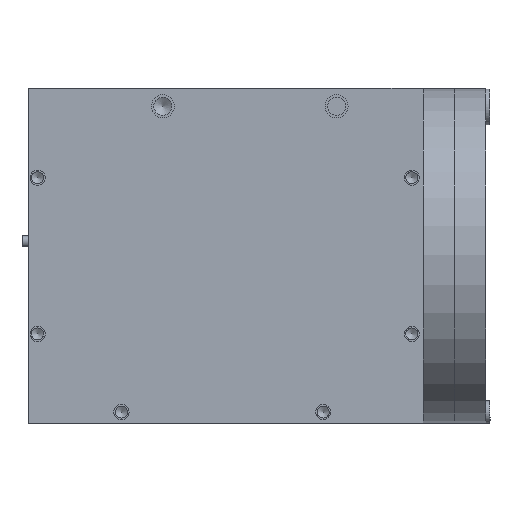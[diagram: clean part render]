
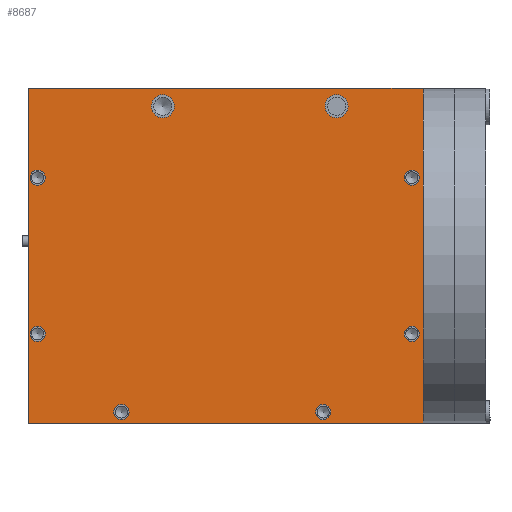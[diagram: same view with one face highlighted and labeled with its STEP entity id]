
A CAD part, top view. The second image highlights one B-rep face of the part: STEP entity #8687.
In plain terms, the highlighted planar face has unit normal (0, 0, 1).
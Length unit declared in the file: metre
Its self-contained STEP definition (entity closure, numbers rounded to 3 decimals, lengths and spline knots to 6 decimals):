
#677=CIRCLE('',#9631,0.002153);
#679=CIRCLE('',#9634,0.002153);
#681=CIRCLE('',#9638,0.002153);
#683=CIRCLE('',#9641,0.002153);
#685=CIRCLE('',#9644,0.002153);
#687=CIRCLE('',#9647,0.002153);
#689=CIRCLE('',#9650,0.003264);
#691=CIRCLE('',#9653,0.003264);
#858=FACE_BOUND('',#1897,.T.);
#859=FACE_BOUND('',#1898,.T.);
#860=FACE_BOUND('',#1899,.T.);
#861=FACE_BOUND('',#1900,.T.);
#862=FACE_BOUND('',#1901,.T.);
#863=FACE_BOUND('',#1902,.T.);
#864=FACE_BOUND('',#1903,.T.);
#865=FACE_BOUND('',#1904,.T.);
#1294=FACE_OUTER_BOUND('',#1896,.T.);
#1896=EDGE_LOOP('',(#7455,#7456,#7457,#7458));
#1897=EDGE_LOOP('',(#7459));
#1898=EDGE_LOOP('',(#7460));
#1899=EDGE_LOOP('',(#7461));
#1900=EDGE_LOOP('',(#7462));
#1901=EDGE_LOOP('',(#7463));
#1902=EDGE_LOOP('',(#7464));
#1903=EDGE_LOOP('',(#7465));
#1904=EDGE_LOOP('',(#7466));
#2607=LINE('',#14805,#3404);
#2616=LINE('',#14847,#3413);
#2617=LINE('',#14849,#3414);
#2618=LINE('',#14850,#3415);
#3404=VECTOR('',#11784,0.01);
#3413=VECTOR('',#11831,0.01);
#3414=VECTOR('',#11832,0.01);
#3415=VECTOR('',#11833,1.);
#4244=VERTEX_POINT('',#14789);
#4246=VERTEX_POINT('',#14795);
#4249=VERTEX_POINT('',#14802);
#4250=VERTEX_POINT('',#14804);
#4252=VERTEX_POINT('',#14810);
#4254=VERTEX_POINT('',#14816);
#4256=VERTEX_POINT('',#14822);
#4258=VERTEX_POINT('',#14828);
#4260=VERTEX_POINT('',#14834);
#4262=VERTEX_POINT('',#14840);
#4264=VERTEX_POINT('',#14846);
#4265=VERTEX_POINT('',#14848);
#5334=EDGE_CURVE('',#4244,#4244,#677,.T.);
#5337=EDGE_CURVE('',#4246,#4246,#679,.T.);
#5341=EDGE_CURVE('',#4249,#4250,#2607,.T.);
#5344=EDGE_CURVE('',#4252,#4252,#681,.T.);
#5347=EDGE_CURVE('',#4254,#4254,#683,.T.);
#5350=EDGE_CURVE('',#4256,#4256,#685,.T.);
#5353=EDGE_CURVE('',#4258,#4258,#687,.T.);
#5356=EDGE_CURVE('',#4260,#4260,#689,.T.);
#5359=EDGE_CURVE('',#4262,#4262,#691,.T.);
#5362=EDGE_CURVE('',#4249,#4264,#2616,.T.);
#5363=EDGE_CURVE('',#4264,#4265,#2617,.T.);
#5364=EDGE_CURVE('',#4265,#4250,#2618,.T.);
#7455=ORIENTED_EDGE('',*,*,#5362,.T.);
#7456=ORIENTED_EDGE('',*,*,#5363,.T.);
#7457=ORIENTED_EDGE('',*,*,#5364,.T.);
#7458=ORIENTED_EDGE('',*,*,#5341,.F.);
#7459=ORIENTED_EDGE('',*,*,#5334,.T.);
#7460=ORIENTED_EDGE('',*,*,#5337,.T.);
#7461=ORIENTED_EDGE('',*,*,#5344,.T.);
#7462=ORIENTED_EDGE('',*,*,#5347,.T.);
#7463=ORIENTED_EDGE('',*,*,#5350,.T.);
#7464=ORIENTED_EDGE('',*,*,#5353,.T.);
#7465=ORIENTED_EDGE('',*,*,#5356,.T.);
#7466=ORIENTED_EDGE('',*,*,#5359,.T.);
#8223=PLANE('',#9655);
#8687=ADVANCED_FACE('',(#1294,#858,#859,#860,#861,#862,#863,#864,#865),
#8223,.T.);
#9631=AXIS2_PLACEMENT_3D('',#14790,#11769,#11770);
#9634=AXIS2_PLACEMENT_3D('',#14796,#11776,#11777);
#9638=AXIS2_PLACEMENT_3D('',#14811,#11789,#11790);
#9641=AXIS2_PLACEMENT_3D('',#14817,#11796,#11797);
#9644=AXIS2_PLACEMENT_3D('',#14823,#11803,#11804);
#9647=AXIS2_PLACEMENT_3D('',#14829,#11810,#11811);
#9650=AXIS2_PLACEMENT_3D('',#14835,#11817,#11818);
#9653=AXIS2_PLACEMENT_3D('',#14841,#11824,#11825);
#9655=AXIS2_PLACEMENT_3D('',#14845,#11829,#11830);
#11769=DIRECTION('center_axis',(0.,0.,-1.));
#11770=DIRECTION('ref_axis',(1.,0.,0.));
#11776=DIRECTION('center_axis',(0.,0.,-1.));
#11777=DIRECTION('ref_axis',(1.,0.,0.));
#11784=DIRECTION('',(0.,1.,0.));
#11789=DIRECTION('center_axis',(0.,0.,-1.));
#11790=DIRECTION('ref_axis',(1.,0.,0.));
#11796=DIRECTION('center_axis',(0.,0.,-1.));
#11797=DIRECTION('ref_axis',(1.,0.,0.));
#11803=DIRECTION('center_axis',(0.,0.,-1.));
#11804=DIRECTION('ref_axis',(1.,0.,0.));
#11810=DIRECTION('center_axis',(0.,0.,-1.));
#11811=DIRECTION('ref_axis',(1.,0.,0.));
#11817=DIRECTION('center_axis',(0.,0.,-1.));
#11818=DIRECTION('ref_axis',(1.,0.,0.));
#11824=DIRECTION('center_axis',(0.,0.,-1.));
#11825=DIRECTION('ref_axis',(1.,0.,0.));
#11829=DIRECTION('center_axis',(0.,0.,1.));
#11830=DIRECTION('ref_axis',(1.,0.,0.));
#11831=DIRECTION('',(1.,0.,0.));
#11832=DIRECTION('',(0.,1.,0.));
#11833=DIRECTION('',(-1.,0.,0.));
#14789=CARTESIAN_POINT('',(-0.094208,0.013044,0.03175));
#14790=CARTESIAN_POINT('Origin',(-0.092055,0.013044,
0.03175));
#14795=CARTESIAN_POINT('',(-0.094208,-0.031406,0.03175));
#14796=CARTESIAN_POINT('Origin',(-0.092055,-0.031406,
0.03175));
#14802=CARTESIAN_POINT('',(-0.094595,-0.056806,0.03175));
#14804=CARTESIAN_POINT('',(-0.094595,0.038444,0.03175));
#14805=CARTESIAN_POINT('',(-0.094595,-0.011086,0.03175));
#14810=CARTESIAN_POINT('',(0.012265,0.013044,0.03175));
#14811=CARTESIAN_POINT('Origin',(0.014418,0.013044,
0.03175));
#14816=CARTESIAN_POINT('',(0.012265,-0.031406,0.03175));
#14817=CARTESIAN_POINT('Origin',(0.014418,-0.031406,
0.03175));
#14822=CARTESIAN_POINT('',(-0.01296,-0.053631,0.03175));
#14823=CARTESIAN_POINT('Origin',(-0.010807,-0.053631,
0.03175));
#14828=CARTESIAN_POINT('',(-0.070348,-0.053631,0.03175));
#14829=CARTESIAN_POINT('Origin',(-0.068195,-0.053631,
0.03175));
#14834=CARTESIAN_POINT('',(-0.010261,0.033364,0.03175));
#14835=CARTESIAN_POINT('Origin',(-0.006997,0.033364,
0.03175));
#14840=CARTESIAN_POINT('',(-0.059699,0.033364,0.03175));
#14841=CARTESIAN_POINT('Origin',(-0.056435,0.033364,
0.03175));
#14845=CARTESIAN_POINT('Origin',(-0.040136,-0.011086,
0.03175));
#14846=CARTESIAN_POINT('',(0.017593,-0.056806,0.03175));
#14847=CARTESIAN_POINT('',(-0.040136,-0.056806,0.03175));
#14848=CARTESIAN_POINT('',(0.017593,0.038444,0.03175));
#14849=CARTESIAN_POINT('',(0.017593,-0.011086,0.03175));
#14850=CARTESIAN_POINT('',(-0.040136,0.038444,0.03175));
